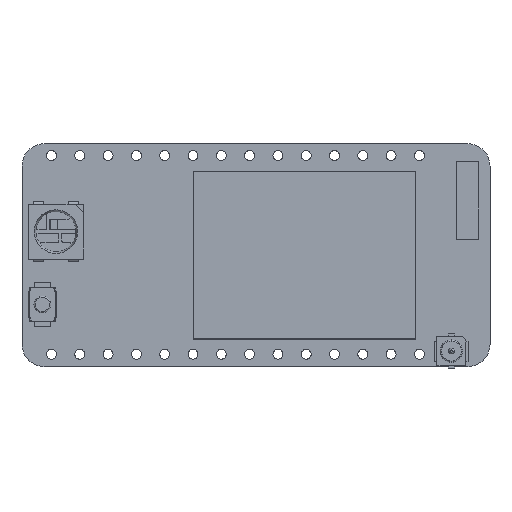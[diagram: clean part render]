
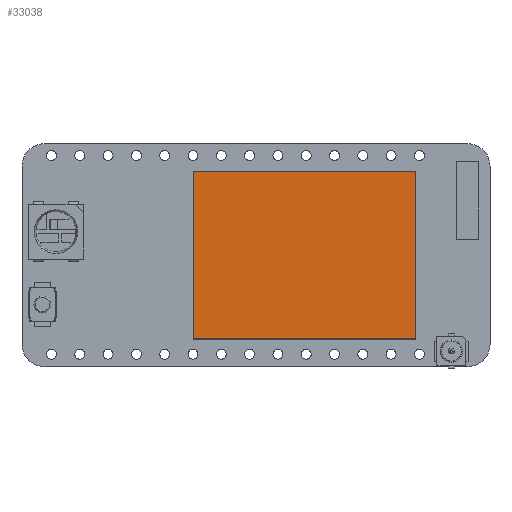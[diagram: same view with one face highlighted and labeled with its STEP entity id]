
A CAD part, top view. The second image highlights one B-rep face of the part: STEP entity #33038.
In plain terms, the highlighted planar face has unit normal (0, 0, 1).
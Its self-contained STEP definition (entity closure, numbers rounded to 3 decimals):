
#32724 = VERTEX_POINT('',#32725);
#32725 = CARTESIAN_POINT('',(-10.,7.5,2.));
#32732 = PLANE('',#32733);
#32733 = AXIS2_PLACEMENT_3D('',#32734,#32735,#32736);
#32734 = CARTESIAN_POINT('',(-10.,7.5,0.));
#32735 = DIRECTION('',(1.,0.,-0.));
#32736 = DIRECTION('',(0.,-1.,0.));
#32744 = PLANE('',#32745);
#32745 = AXIS2_PLACEMENT_3D('',#32746,#32747,#32748);
#32746 = CARTESIAN_POINT('',(10.,7.5,0.));
#32747 = DIRECTION('',(0.,-1.,0.));
#32748 = DIRECTION('',(-1.,0.,0.));
#32756 = EDGE_CURVE('',#32724,#32757,#32759,.T.);
#32757 = VERTEX_POINT('',#32758);
#32758 = CARTESIAN_POINT('',(-10.,-7.5,2.));
#32759 = SURFACE_CURVE('',#32760,(#32764,#32771),.PCURVE_S1.);
#32760 = LINE('',#32761,#32762);
#32761 = CARTESIAN_POINT('',(-10.,7.5,2.));
#32762 = VECTOR('',#32763,1.);
#32763 = DIRECTION('',(0.,-1.,0.));
#32764 = PCURVE('',#32732,#32765);
#32765 = DEFINITIONAL_REPRESENTATION('',(#32766),#32770);
#32766 = LINE('',#32767,#32768);
#32767 = CARTESIAN_POINT('',(0.,-2.));
#32768 = VECTOR('',#32769,1.);
#32769 = DIRECTION('',(1.,0.));
#32770 = ( GEOMETRIC_REPRESENTATION_CONTEXT(2) 
PARAMETRIC_REPRESENTATION_CONTEXT() REPRESENTATION_CONTEXT('2D SPACE',''
  ) );
#32771 = PCURVE('',#32772,#32777);
#32772 = PLANE('',#32773);
#32773 = AXIS2_PLACEMENT_3D('',#32774,#32775,#32776);
#32774 = CARTESIAN_POINT('',(-10.,7.5,2.));
#32775 = DIRECTION('',(0.,0.,-1.));
#32776 = DIRECTION('',(-1.,0.,-0.));
#32777 = DEFINITIONAL_REPRESENTATION('',(#32778),#32782);
#32778 = LINE('',#32779,#32780);
#32779 = CARTESIAN_POINT('',(0.,0.));
#32780 = VECTOR('',#32781,1.);
#32781 = DIRECTION('',(-0.,-1.));
#32782 = ( GEOMETRIC_REPRESENTATION_CONTEXT(2) 
PARAMETRIC_REPRESENTATION_CONTEXT() REPRESENTATION_CONTEXT('2D SPACE',''
  ) );
#32800 = PLANE('',#32801);
#32801 = AXIS2_PLACEMENT_3D('',#32802,#32803,#32804);
#32802 = CARTESIAN_POINT('',(-10.,-7.5,0.));
#32803 = DIRECTION('',(0.,1.,0.));
#32804 = DIRECTION('',(1.,0.,0.));
#32842 = EDGE_CURVE('',#32757,#32843,#32845,.T.);
#32843 = VERTEX_POINT('',#32844);
#32844 = CARTESIAN_POINT('',(10.,-7.5,2.));
#32845 = SURFACE_CURVE('',#32846,(#32850,#32857),.PCURVE_S1.);
#32846 = LINE('',#32847,#32848);
#32847 = CARTESIAN_POINT('',(-10.,-7.5,2.));
#32848 = VECTOR('',#32849,1.);
#32849 = DIRECTION('',(1.,0.,0.));
#32850 = PCURVE('',#32800,#32851);
#32851 = DEFINITIONAL_REPRESENTATION('',(#32852),#32856);
#32852 = LINE('',#32853,#32854);
#32853 = CARTESIAN_POINT('',(0.,-2.));
#32854 = VECTOR('',#32855,1.);
#32855 = DIRECTION('',(1.,0.));
#32856 = ( GEOMETRIC_REPRESENTATION_CONTEXT(2) 
PARAMETRIC_REPRESENTATION_CONTEXT() REPRESENTATION_CONTEXT('2D SPACE',''
  ) );
#32857 = PCURVE('',#32772,#32858);
#32858 = DEFINITIONAL_REPRESENTATION('',(#32859),#32863);
#32859 = LINE('',#32860,#32861);
#32860 = CARTESIAN_POINT('',(-0.,-15.));
#32861 = VECTOR('',#32862,1.);
#32862 = DIRECTION('',(-1.,0.));
#32863 = ( GEOMETRIC_REPRESENTATION_CONTEXT(2) 
PARAMETRIC_REPRESENTATION_CONTEXT() REPRESENTATION_CONTEXT('2D SPACE',''
  ) );
#32881 = PLANE('',#32882);
#32882 = AXIS2_PLACEMENT_3D('',#32883,#32884,#32885);
#32883 = CARTESIAN_POINT('',(10.,-7.5,0.));
#32884 = DIRECTION('',(-1.,0.,0.));
#32885 = DIRECTION('',(0.,1.,0.));
#32918 = EDGE_CURVE('',#32843,#32919,#32921,.T.);
#32919 = VERTEX_POINT('',#32920);
#32920 = CARTESIAN_POINT('',(10.,7.5,2.));
#32921 = SURFACE_CURVE('',#32922,(#32926,#32933),.PCURVE_S1.);
#32922 = LINE('',#32923,#32924);
#32923 = CARTESIAN_POINT('',(10.,-7.5,2.));
#32924 = VECTOR('',#32925,1.);
#32925 = DIRECTION('',(0.,1.,0.));
#32926 = PCURVE('',#32881,#32927);
#32927 = DEFINITIONAL_REPRESENTATION('',(#32928),#32932);
#32928 = LINE('',#32929,#32930);
#32929 = CARTESIAN_POINT('',(0.,-2.));
#32930 = VECTOR('',#32931,1.);
#32931 = DIRECTION('',(1.,0.));
#32932 = ( GEOMETRIC_REPRESENTATION_CONTEXT(2) 
PARAMETRIC_REPRESENTATION_CONTEXT() REPRESENTATION_CONTEXT('2D SPACE',''
  ) );
#32933 = PCURVE('',#32772,#32934);
#32934 = DEFINITIONAL_REPRESENTATION('',(#32935),#32939);
#32935 = LINE('',#32936,#32937);
#32936 = CARTESIAN_POINT('',(-20.,-15.));
#32937 = VECTOR('',#32938,1.);
#32938 = DIRECTION('',(0.,1.));
#32939 = ( GEOMETRIC_REPRESENTATION_CONTEXT(2) 
PARAMETRIC_REPRESENTATION_CONTEXT() REPRESENTATION_CONTEXT('2D SPACE',''
  ) );
#32989 = EDGE_CURVE('',#32919,#32724,#32990,.T.);
#32990 = SURFACE_CURVE('',#32991,(#32995,#33002),.PCURVE_S1.);
#32991 = LINE('',#32992,#32993);
#32992 = CARTESIAN_POINT('',(10.,7.5,2.));
#32993 = VECTOR('',#32994,1.);
#32994 = DIRECTION('',(-1.,0.,0.));
#32995 = PCURVE('',#32744,#32996);
#32996 = DEFINITIONAL_REPRESENTATION('',(#32997),#33001);
#32997 = LINE('',#32998,#32999);
#32998 = CARTESIAN_POINT('',(0.,-2.));
#32999 = VECTOR('',#33000,1.);
#33000 = DIRECTION('',(1.,0.));
#33001 = ( GEOMETRIC_REPRESENTATION_CONTEXT(2) 
PARAMETRIC_REPRESENTATION_CONTEXT() REPRESENTATION_CONTEXT('2D SPACE',''
  ) );
#33002 = PCURVE('',#32772,#33003);
#33003 = DEFINITIONAL_REPRESENTATION('',(#33004),#33008);
#33004 = LINE('',#33005,#33006);
#33005 = CARTESIAN_POINT('',(-20.,0.));
#33006 = VECTOR('',#33007,1.);
#33007 = DIRECTION('',(1.,0.));
#33008 = ( GEOMETRIC_REPRESENTATION_CONTEXT(2) 
PARAMETRIC_REPRESENTATION_CONTEXT() REPRESENTATION_CONTEXT('2D SPACE',''
  ) );
#33038 = ADVANCED_FACE('',(#33039),#32772,.F.);
#33039 = FACE_BOUND('',#33040,.T.);
#33040 = EDGE_LOOP('',(#33041,#33042,#33043,#33044));
#33041 = ORIENTED_EDGE('',*,*,#32756,.T.);
#33042 = ORIENTED_EDGE('',*,*,#32842,.T.);
#33043 = ORIENTED_EDGE('',*,*,#32918,.T.);
#33044 = ORIENTED_EDGE('',*,*,#32989,.T.);
